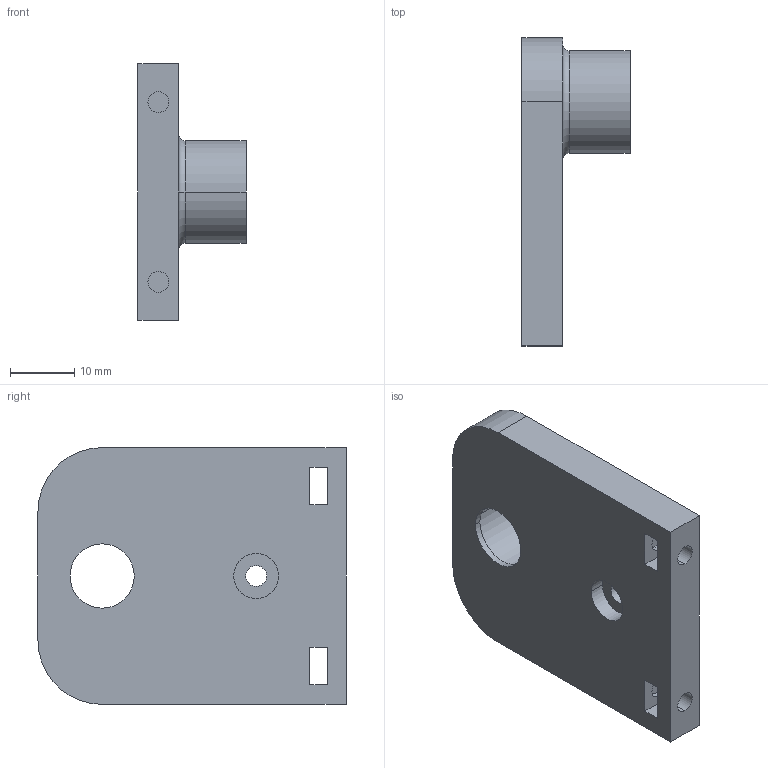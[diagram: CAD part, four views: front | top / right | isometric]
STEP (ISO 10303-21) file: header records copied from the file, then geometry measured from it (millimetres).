
FILE_DESCRIPTION (( 'STEP AP214' ), '1' );
FILE_NAME ('gimbal_brkt_bearing_181126.STEP', '2018-11-27T00:47:17', ( '' ), ( '' ), 'SwSTEP 2.0', 'SolidWorks 2018', '' );
FILE_SCHEMA (( 'AUTOMOTIVE_DESIGN' ));
Length unit declared in the file: millimetre
Products named in the file (1): gimbal_brkt_bearing_181126
Bounding box: 16.85 x 48 x 40 mm (x, y, z)
Volume: 11516.9 mm3; surface area: 6115.6 mm2
Topology: 1 solids, 1 shells, 41 faces, 100 edges, 66 vertices
Faces by surface type: cylinder 20, plane 19, torus 2
Entity records: 1280 total; most frequent: DIRECTION 228, CARTESIAN_POINT 208, ORIENTED_EDGE 200, EDGE_CURVE 100, AXIS2_PLACEMENT_3D 86, VERTEX_POINT 66, EDGE_LOOP 58, VECTOR 56
